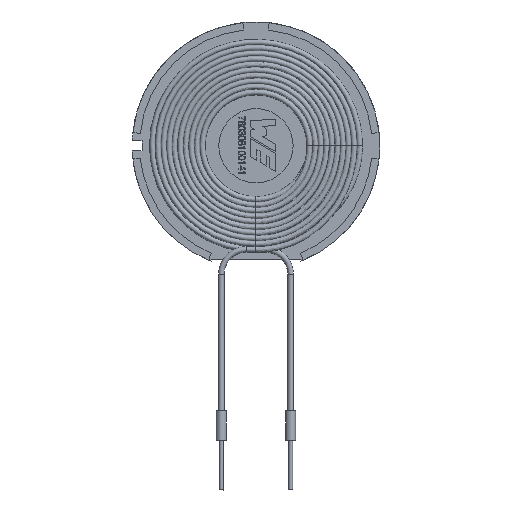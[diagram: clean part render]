
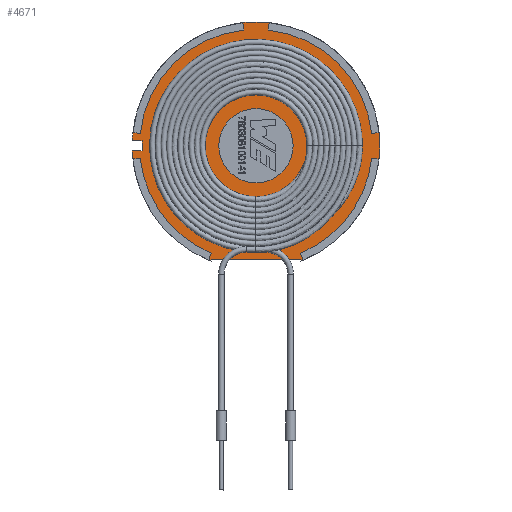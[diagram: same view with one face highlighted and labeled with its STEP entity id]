
A CAD part, top view. The second image highlights one B-rep face of the part: STEP entity #4671.
In plain terms, the highlighted face is planar.
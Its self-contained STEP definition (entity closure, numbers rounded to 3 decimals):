
#124=LINE('',#10624,#403);
#128=LINE('',#10634,#407);
#132=LINE('',#10647,#411);
#136=LINE('',#10657,#415);
#140=LINE('',#10670,#419);
#143=LINE('',#10676,#422);
#148=LINE('',#10693,#427);
#151=LINE('',#10699,#430);
#158=LINE('',#10721,#437);
#161=LINE('',#10727,#440);
#164=LINE('',#10733,#443);
#168=LINE('',#10748,#447);
#171=LINE('',#10754,#450);
#173=LINE('',#10757,#452);
#403=VECTOR('',#5285,1000.);
#407=VECTOR('',#5295,1000.);
#411=VECTOR('',#5307,1000.);
#415=VECTOR('',#5317,1000.);
#419=VECTOR('',#5329,1000.);
#422=VECTOR('',#5334,1000.);
#427=VECTOR('',#5351,1000.);
#430=VECTOR('',#5356,1000.);
#437=VECTOR('',#5377,1000.);
#440=VECTOR('',#5382,1000.);
#443=VECTOR('',#5387,1000.);
#447=VECTOR('',#5405,1000.);
#450=VECTOR('',#5410,1000.);
#452=VECTOR('',#5414,1000.);
#710=PLANE('',#4909);
#1395=ORIENTED_EDGE('',*,*,#1850,.F.);
#1396=ORIENTED_EDGE('',*,*,#1852,.F.);
#1397=ORIENTED_EDGE('',*,*,#1904,.T.);
#1398=ORIENTED_EDGE('',*,*,#1872,.F.);
#1399=ORIENTED_EDGE('',*,*,#1875,.F.);
#1400=ORIENTED_EDGE('',*,*,#1869,.F.);
#1401=ORIENTED_EDGE('',*,*,#1903,.T.);
#1402=ORIENTED_EDGE('',*,*,#1909,.T.);
#1403=ORIENTED_EDGE('',*,*,#1912,.T.);
#1404=ORIENTED_EDGE('',*,*,#1914,.T.);
#1405=ORIENTED_EDGE('',*,*,#1890,.T.);
#1406=ORIENTED_EDGE('',*,*,#1880,.T.);
#1407=ORIENTED_EDGE('',*,*,#1886,.T.);
#1408=ORIENTED_EDGE('',*,*,#1883,.T.);
#1409=ORIENTED_EDGE('',*,*,#1889,.T.);
#1410=ORIENTED_EDGE('',*,*,#1894,.T.);
#1411=ORIENTED_EDGE('',*,*,#1897,.T.);
#1412=ORIENTED_EDGE('',*,*,#1900,.T.);
#1413=ORIENTED_EDGE('',*,*,#1906,.T.);
#1414=ORIENTED_EDGE('',*,*,#1863,.T.);
#1415=ORIENTED_EDGE('',*,*,#1861,.T.);
#1416=ORIENTED_EDGE('',*,*,#1858,.T.);
#1417=ORIENTED_EDGE('',*,*,#1905,.T.);
#1418=ORIENTED_EDGE('',*,*,#1847,.F.);
#1419=ORIENTED_EDGE('',*,*,#1841,.F.);
#1841=EDGE_CURVE('',#2240,#2240,#2450,.T.);
#1847=EDGE_CURVE('',#2246,#2247,#124,.T.);
#1850=EDGE_CURVE('',#2248,#2246,#2454,.T.);
#1852=EDGE_CURVE('',#2249,#2248,#128,.T.);
#1858=EDGE_CURVE('',#2254,#2255,#132,.T.);
#1861=EDGE_CURVE('',#2256,#2254,#2457,.T.);
#1863=EDGE_CURVE('',#2257,#2256,#136,.T.);
#1869=EDGE_CURVE('',#2262,#2263,#140,.T.);
#1872=EDGE_CURVE('',#2264,#2265,#143,.T.);
#1875=EDGE_CURVE('',#2263,#2264,#2460,.T.);
#1880=EDGE_CURVE('',#2270,#2271,#148,.T.);
#1883=EDGE_CURVE('',#2272,#2273,#151,.T.);
#1886=EDGE_CURVE('',#2271,#2272,#2463,.T.);
#1889=EDGE_CURVE('',#2273,#2276,#2465,.T.);
#1890=EDGE_CURVE('',#2277,#2270,#2466,.T.);
#1894=EDGE_CURVE('',#2276,#2279,#158,.T.);
#1897=EDGE_CURVE('',#2279,#2281,#161,.T.);
#1900=EDGE_CURVE('',#2281,#2283,#164,.T.);
#1903=EDGE_CURVE('',#2262,#2285,#2468,.T.);
#1904=EDGE_CURVE('',#2249,#2265,#2469,.T.);
#1905=EDGE_CURVE('',#2255,#2247,#2470,.T.);
#1906=EDGE_CURVE('',#2283,#2257,#2471,.T.);
#1909=EDGE_CURVE('',#2285,#2287,#168,.T.);
#1912=EDGE_CURVE('',#2287,#2289,#171,.T.);
#1914=EDGE_CURVE('',#2289,#2277,#173,.T.);
#2240=VERTEX_POINT('',#10611);
#2246=VERTEX_POINT('',#10625);
#2247=VERTEX_POINT('',#10626);
#2248=VERTEX_POINT('',#10631);
#2249=VERTEX_POINT('',#10635);
#2254=VERTEX_POINT('',#10648);
#2255=VERTEX_POINT('',#10649);
#2256=VERTEX_POINT('',#10654);
#2257=VERTEX_POINT('',#10658);
#2262=VERTEX_POINT('',#10671);
#2263=VERTEX_POINT('',#10672);
#2264=VERTEX_POINT('',#10677);
#2265=VERTEX_POINT('',#10678);
#2270=VERTEX_POINT('',#10694);
#2271=VERTEX_POINT('',#10695);
#2272=VERTEX_POINT('',#10700);
#2273=VERTEX_POINT('',#10701);
#2276=VERTEX_POINT('',#10711);
#2277=VERTEX_POINT('',#10714);
#2279=VERTEX_POINT('',#10720);
#2281=VERTEX_POINT('',#10726);
#2283=VERTEX_POINT('',#10732);
#2285=VERTEX_POINT('',#10738);
#2287=VERTEX_POINT('',#10747);
#2289=VERTEX_POINT('',#10753);
#2450=CIRCLE('',#4836,7.5);
#2454=CIRCLE('',#4843,23.5);
#2457=CIRCLE('',#4850,23.5);
#2460=CIRCLE('',#4858,23.5);
#2463=CIRCLE('',#4865,23.5);
#2465=CIRCLE('',#4868,25.);
#2466=CIRCLE('',#4869,25.);
#2468=CIRCLE('',#4875,25.);
#2469=CIRCLE('',#4876,25.);
#2470=CIRCLE('',#4877,25.);
#2471=CIRCLE('',#4878,25.);
#2705=EDGE_LOOP('',(#1395,#1396,#1397,#1398,#1399,#1400,#1401,#1402,#1403,
#1404,#1405,#1406,#1407,#1408,#1409,#1410,#1411,#1412,#1413,#1414,#1415,
#1416,#1417,#1418));
#2706=EDGE_LOOP('',(#1419));
#3019=FACE_BOUND('',#2705,.T.);
#3020=FACE_BOUND('',#2706,.T.);
#4671=ADVANCED_FACE('',(#3019,#3020),#710,.T.);
#4836=AXIS2_PLACEMENT_3D('',#10610,#5271,#5272);
#4843=AXIS2_PLACEMENT_3D('',#10630,#5290,#5291);
#4850=AXIS2_PLACEMENT_3D('',#10653,#5312,#5313);
#4858=AXIS2_PLACEMENT_3D('',#10682,#5339,#5340);
#4865=AXIS2_PLACEMENT_3D('',#10705,#5361,#5362);
#4868=AXIS2_PLACEMENT_3D('',#10712,#5368,#5369);
#4869=AXIS2_PLACEMENT_3D('',#10713,#5370,#5371);
#4875=AXIS2_PLACEMENT_3D('',#10739,#5393,#5394);
#4876=AXIS2_PLACEMENT_3D('',#10740,#5395,#5396);
#4877=AXIS2_PLACEMENT_3D('',#10741,#5397,#5398);
#4878=AXIS2_PLACEMENT_3D('',#10742,#5399,#5400);
#4909=AXIS2_PLACEMENT_3D('',#11906,#5533,#5534);
#5271=DIRECTION('',(0.,-1.,0.));
#5272=DIRECTION('',(0.,0.,-1.));
#5285=DIRECTION('',(0.994,0.,0.106));
#5290=DIRECTION('',(0.,1.,0.));
#5291=DIRECTION('',(-1.,0.,0.));
#5295=DIRECTION('',(-0.106,0.,-0.994));
#5307=DIRECTION('',(0.994,0.,-0.106));
#5312=DIRECTION('',(0.,-1.,0.));
#5313=DIRECTION('',(-1.,0.,0.));
#5317=DIRECTION('',(-0.383,0.,0.924));
#5329=DIRECTION('',(0.994,0.,-0.106));
#5334=DIRECTION('',(-0.106,0.,0.994));
#5339=DIRECTION('',(0.,1.,0.));
#5340=DIRECTION('',(1.,0.,0.));
#5351=DIRECTION('',(0.994,0.,0.106));
#5356=DIRECTION('',(-0.383,0.,-0.924));
#5361=DIRECTION('',(0.,-1.,0.));
#5362=DIRECTION('',(1.,0.,0.));
#5368=DIRECTION('',(0.,-1.,0.));
#5369=DIRECTION('',(1.,0.,0.));
#5370=DIRECTION('',(0.,-1.,0.));
#5371=DIRECTION('',(1.,0.,0.));
#5377=DIRECTION('',(0.,0.,1.));
#5382=DIRECTION('',(1.,0.,0.));
#5387=DIRECTION('',(0.,0.,-1.));
#5393=DIRECTION('',(0.,-1.,0.));
#5394=DIRECTION('',(-1.,0.,0.));
#5395=DIRECTION('',(0.,-1.,0.));
#5396=DIRECTION('',(-1.,0.,0.));
#5397=DIRECTION('',(0.,-1.,0.));
#5398=DIRECTION('',(-1.,0.,0.));
#5399=DIRECTION('',(0.,-1.,0.));
#5400=DIRECTION('',(-1.,0.,0.));
#5405=DIRECTION('',(1.,0.,0.));
#5410=DIRECTION('',(0.,0.,-1.));
#5414=DIRECTION('',(-1.,0.,0.));
#5533=DIRECTION('',(0.,-1.,0.));
#5534=DIRECTION('',(0.,0.,-1.));
#10610=CARTESIAN_POINT('',(0.,-2.,0.));
#10611=CARTESIAN_POINT('',(0.,-2.,-7.5));
#10624=CARTESIAN_POINT('',(23.367,-2.,2.5));
#10625=CARTESIAN_POINT('',(23.367,-2.,2.5));
#10626=CARTESIAN_POINT('',(24.858,-2.,2.66));
#10630=CARTESIAN_POINT('',(0.,-2.,0.));
#10631=CARTESIAN_POINT('',(2.5,-2.,23.367));
#10634=CARTESIAN_POINT('',(2.66,-2.,24.858));
#10635=CARTESIAN_POINT('',(2.66,-2.,24.858));
#10647=CARTESIAN_POINT('',(23.367,-2.,-2.5));
#10648=CARTESIAN_POINT('',(23.367,-2.,-2.5));
#10649=CARTESIAN_POINT('',(24.858,-2.,-2.66));
#10653=CARTESIAN_POINT('',(0.,-2.,0.));
#10654=CARTESIAN_POINT('',(9.,-2.,-21.708));
#10657=CARTESIAN_POINT('',(9.574,-2.,-23.094));
#10658=CARTESIAN_POINT('',(9.574,-2.,-23.094));
#10670=CARTESIAN_POINT('',(-23.367,-2.,2.5));
#10671=CARTESIAN_POINT('',(-24.858,-2.,2.66));
#10672=CARTESIAN_POINT('',(-23.367,-2.,2.5));
#10676=CARTESIAN_POINT('',(-2.5,-2.,23.367));
#10677=CARTESIAN_POINT('',(-2.5,-2.,23.367));
#10678=CARTESIAN_POINT('',(-2.66,-2.,24.858));
#10682=CARTESIAN_POINT('',(0.,-2.,0.));
#10693=CARTESIAN_POINT('',(-23.367,-2.,-2.5));
#10694=CARTESIAN_POINT('',(-24.858,-2.,-2.66));
#10695=CARTESIAN_POINT('',(-23.367,-2.,-2.5));
#10699=CARTESIAN_POINT('',(-9.,-2.,-21.708));
#10700=CARTESIAN_POINT('',(-9.,-2.,-21.708));
#10701=CARTESIAN_POINT('',(-9.574,-2.,-23.094));
#10705=CARTESIAN_POINT('',(0.,-2.,0.));
#10711=CARTESIAN_POINT('',(-9.,-2.,-23.324));
#10712=CARTESIAN_POINT('',(0.,-2.,0.));
#10713=CARTESIAN_POINT('',(0.,-2.,0.));
#10714=CARTESIAN_POINT('',(-24.98,-2.,-1.));
#10720=CARTESIAN_POINT('',(-9.,-2.,-23.));
#10721=CARTESIAN_POINT('',(-9.,-2.,-23.324));
#10726=CARTESIAN_POINT('',(9.,-2.,-23.));
#10727=CARTESIAN_POINT('',(-9.,-2.,-23.));
#10732=CARTESIAN_POINT('',(9.,-2.,-23.324));
#10733=CARTESIAN_POINT('',(9.,-2.,-23.));
#10738=CARTESIAN_POINT('',(-24.98,-2.,1.));
#10739=CARTESIAN_POINT('',(0.,-2.,0.));
#10740=CARTESIAN_POINT('',(0.,-2.,0.));
#10741=CARTESIAN_POINT('',(0.,-2.,0.));
#10742=CARTESIAN_POINT('',(0.,-2.,0.));
#10747=CARTESIAN_POINT('',(-23.,-2.,1.));
#10748=CARTESIAN_POINT('',(-24.98,-2.,1.));
#10753=CARTESIAN_POINT('',(-23.,-2.,-1.));
#10754=CARTESIAN_POINT('',(-23.,-2.,1.));
#10757=CARTESIAN_POINT('',(-23.,-2.,-1.));
#11906=CARTESIAN_POINT('',(0.,-2.,0.));
